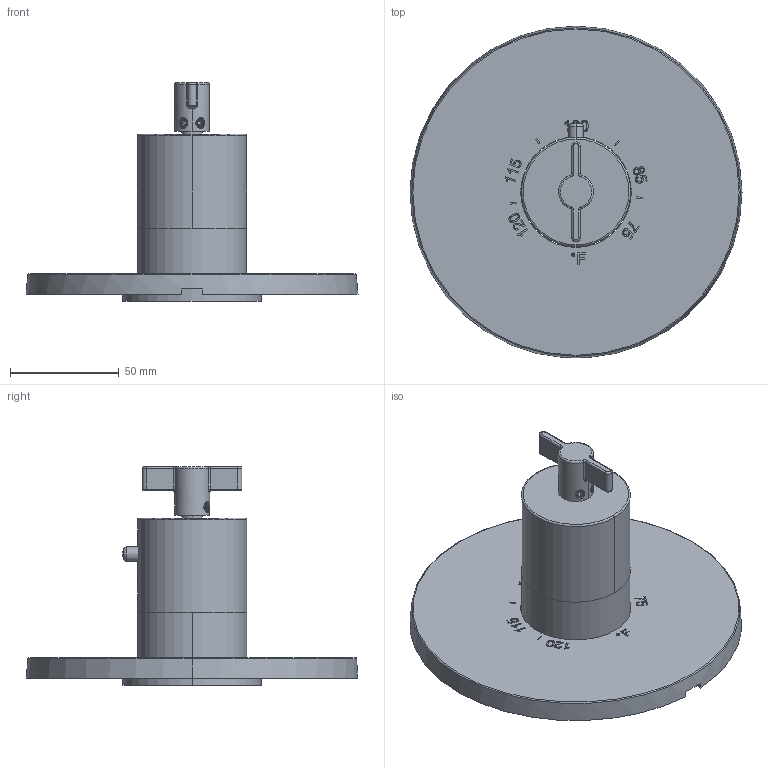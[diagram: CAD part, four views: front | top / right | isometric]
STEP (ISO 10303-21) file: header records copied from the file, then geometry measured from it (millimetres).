
FILE_DESCRIPTION((''),'2;1');
FILE_NAME('3-3324TR_ASM','2020-09-14T11:25:59',('jinson.thomas'),(''),'CREO PARAMETRIC BY PTC INC, 2018400','CREO PARAMETRIC BY PTC INC, 2018400','');
FILE_SCHEMA(('CONFIG_CONTROL_DESIGN'));
Length unit declared in the file: inch
Products named in the file (9): 12120; 11029; 12541; 11555; 20-176_ASM; 13536; 92000; 20-568_ASM; 3-3324TR_ASM
Assembly tree (9 placements, depth 3):
  3-3324TR_ASM
    12120
    11029
    20-176_ASM
      12541
      11555
    20-568_ASM
      13536
      92000  x2
Bounding box: 152.4 x 152.25 x 100.41 mm (x, y, z)
Volume: 81861.9 mm3; surface area: 77155.6 mm2
Topology: 7 solids, 7 shells, 748 faces, 2048 edges, 1339 vertices
Faces by surface type: plane 308, extrusion 182, cylinder 146, bspline 54, cone 30, torus 20, sphere 8
Entity records: 33763 total; most frequent: CARTESIAN_POINT 16385, ORIENTED_EDGE 3952, DIRECTION 2853, EDGE_CURVE 1976, VERTEX_POINT 1298, VECTOR 1079, LINE 897, B_SPLINE_CURVE_WITH_KNOTS 890
